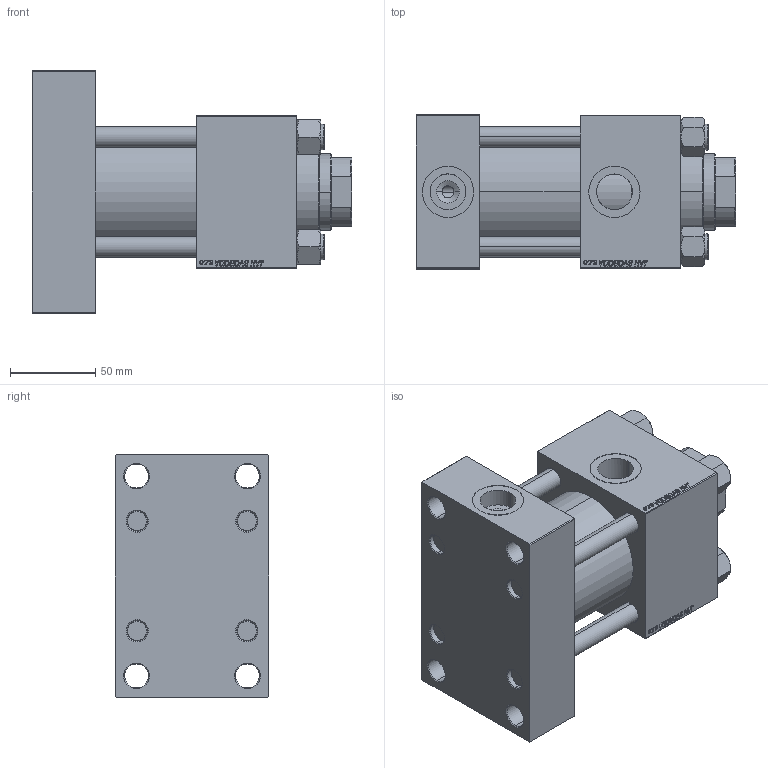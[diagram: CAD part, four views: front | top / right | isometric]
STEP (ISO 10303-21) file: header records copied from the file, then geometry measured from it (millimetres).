
FILE_DESCRIPTION (( 'STEP AP203' ), '1' );
FILE_NAME ('5904.STEP', '2023-08-23T20:00:19', ( '' ), ( '' ), 'SwSTEP 2.0', 'SolidWorks 2019', '' );
FILE_SCHEMA (( 'CONFIG_CONTROL_DESIGN' ));
Length unit declared in the file: millimetre
Products named in the file (6): V215_VC_A cd03665431bc5ec334a7da73e77f5ecc; 5904; V215CR_VCP_E cd03665431bc5ec334a7da73e77f5ecc; V215CR_E_Body cd03665431bc5ec334a7da73e77f5ecc; NUT_M5_E cd03665431bc5ec334a7da73e77f5ecc; V215CR_TYCINKA_E cd03665431bc5ec334a7da73e77f5ecc
Assembly tree (11 placements, depth 2):
  5904
    V215CR_E_Body cd03665431bc5ec334a7da73e77f5ecc
    V215CR_VCP_E cd03665431bc5ec334a7da73e77f5ecc
    V215CR_TYCINKA_E cd03665431bc5ec334a7da73e77f5ecc  x4
    NUT_M5_E cd03665431bc5ec334a7da73e77f5ecc  x4
    V215_VC_A cd03665431bc5ec334a7da73e77f5ecc
Bounding box: 187 x 90 x 142 mm (x, y, z)
Volume: 1157250.3 mm3; surface area: 217619.5 mm2
Topology: 11 solids, 11 shells, 1133 faces, 2855 edges, 1847 vertices
Faces by surface type: plane 497, bspline 392, cone 152, cylinder 84, torus 8
Entity records: 49939 total; most frequent: CARTESIAN_POINT 27066, ORIENTED_EDGE 5202, DIRECTION 3261, EDGE_CURVE 2601, VERTEX_POINT 1703, VECTOR 1557, LINE 1557, EDGE_LOOP 1144
